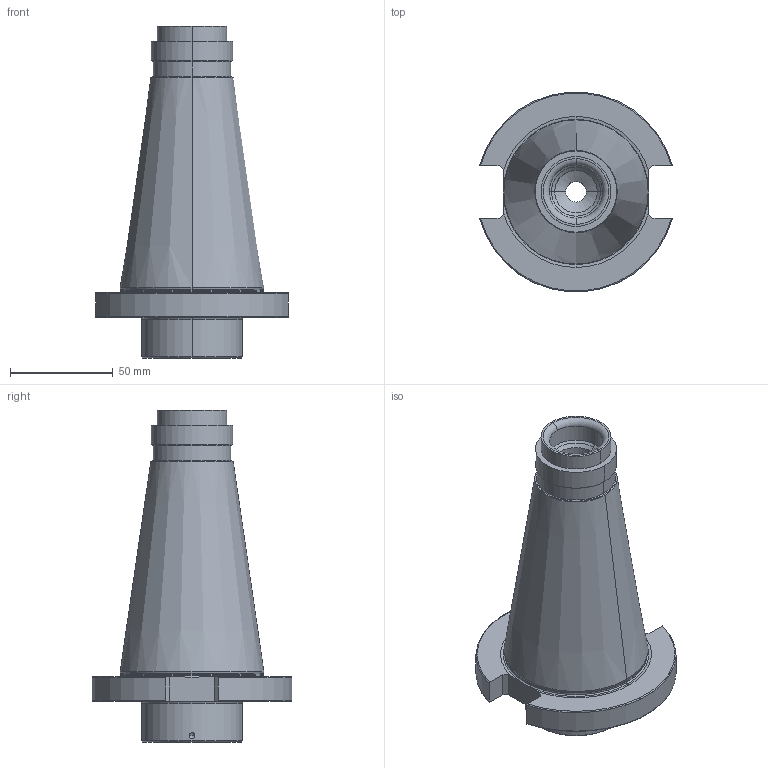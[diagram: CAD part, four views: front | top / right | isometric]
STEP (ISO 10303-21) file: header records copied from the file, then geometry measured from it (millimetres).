
FILE_DESCRIPTION((''),'2;1');
FILE_NAME('2080A50Z4SA035','2015-11-07T',('goebels'),(''),'PRO/ENGINEER BY PARAMETRIC TECHNOLOGY CORPORATION, 2011490','PRO/ENGINEER BY PARAMETRIC TECHNOLOGY CORPORATION, 2011490','');
FILE_SCHEMA(('AUTOMOTIVE_DESIGN { 1 2 10303 214 0 1 1 1 }'));
Length unit declared in the file: millimetre
Products named in the file (2): NOCUT; 2080A50Z4SA035
Assembly tree (1 placements, depth 2):
  2080A50Z4SA035
    NOCUT
Bounding box: 94.05 x 97.13 x 161.8 mm (x, y, z)
Volume: 359959.1 mm3; surface area: 51068.2 mm2
Topology: 1 solids, 2 shells, 88 faces, 204 edges, 127 vertices
Faces by surface type: cylinder 28, plane 20, torus 20, cone 20
Entity records: 3453 total; most frequent: CARTESIAN_POINT 627, DIRECTION 492, ORIENTED_EDGE 392, PRESENTATION_STYLE_ASSIGNMENT 208, STYLED_ITEM 208, CURVE_STYLE 206, AXIS2_PLACEMENT_3D 204, EDGE_CURVE 198
